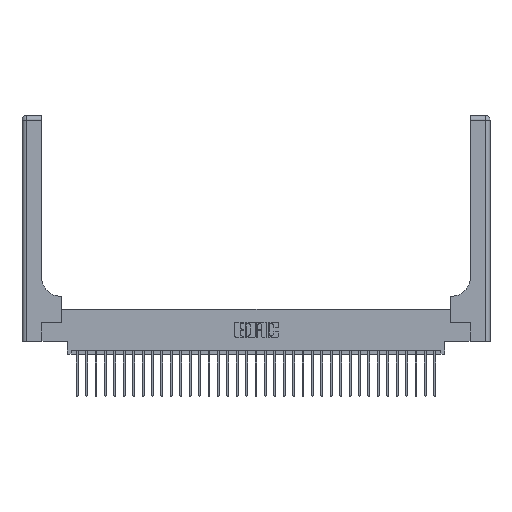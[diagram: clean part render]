
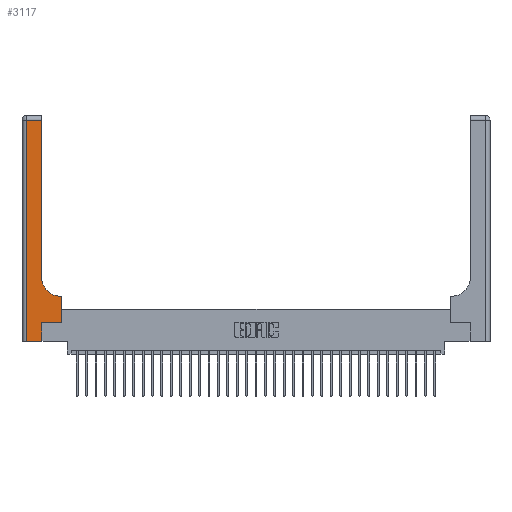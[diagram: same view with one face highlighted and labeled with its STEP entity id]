
A CAD part, top view. The second image highlights one B-rep face of the part: STEP entity #3117.
In plain terms, the highlighted planar face has unit normal (0, 0, 1).
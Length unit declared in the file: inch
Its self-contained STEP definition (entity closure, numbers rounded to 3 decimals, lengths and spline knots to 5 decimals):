
#842 = ORIENTED_EDGE ( 'NONE', *, *, #29041, .T. ) ;
#1249 = CARTESIAN_POINT ( 'NONE',  ( 0.265, 0.25, 0.37 ) ) ;
#1420 = DIRECTION ( 'NONE',  ( 0., 1., 0. ) ) ;
#1531 = EDGE_CURVE ( 'NONE', #16559, #28987, #19794, .T. ) ;
#1645 = ORIENTED_EDGE ( 'NONE', *, *, #11343, .T. ) ;
#1702 = CARTESIAN_POINT ( 'NONE',  ( 0.265, 0.25, 0.37 ) ) ;
#2175 = LINE ( 'NONE', #7494, #13531 ) ;
#2339 = DIRECTION ( 'NONE',  ( -1., 0., 0. ) ) ;
#2764 = FACE_OUTER_BOUND ( 'NONE', #6419, .T. ) ;
#3077 = VECTOR ( 'NONE', #1420, 39.37008 ) ;
#3117 = ADVANCED_FACE ( 'NONE', ( #2764 ), #13524, .F. ) ;
#3662 = CARTESIAN_POINT ( 'NONE',  ( 0.51, 0.85, 0.37 ) ) ;
#3845 = LINE ( 'NONE', #13465, #3077 ) ;
#4076 = CARTESIAN_POINT ( 'NONE',  ( 0.06, 0., 0.37 ) ) ;
#4274 = CARTESIAN_POINT ( 'NONE',  ( 0.528, 0.25, 0.37 ) ) ;
#4394 = VERTEX_POINT ( 'NONE', #13130 ) ;
#5467 = VECTOR ( 'NONE', #12634, 39.37008 ) ;
#5704 = ORIENTED_EDGE ( 'NONE', *, *, #1531, .T. ) ;
#5955 = VERTEX_POINT ( 'NONE', #10880 ) ;
#6114 = DIRECTION ( 'NONE',  ( 1., 0., 0. ) ) ;
#6167 = LINE ( 'NONE', #1702, #18953 ) ;
#6367 = EDGE_CURVE ( 'NONE', #6962, #5955, #2175, .T. ) ;
#6419 = EDGE_LOOP ( 'NONE', ( #15852, #842, #12492, #23193, #24366, #31057, #5704, #8787, #1645 ) ) ;
#6658 = EDGE_CURVE ( 'NONE', #25012, #7834, #3845, .T. ) ;
#6962 = VERTEX_POINT ( 'NONE', #19761 ) ;
#6998 = VECTOR ( 'NONE', #11818, 39.37008 ) ;
#7244 = CARTESIAN_POINT ( 'NONE',  ( 0., 2.94, 0.37 ) ) ;
#7494 = CARTESIAN_POINT ( 'NONE',  ( 0.26, 3., 0.37 ) ) ;
#7834 = VERTEX_POINT ( 'NONE', #1249 ) ;
#7975 = CARTESIAN_POINT ( 'NONE',  ( 0., 0., 0.37 ) ) ;
#8787 = ORIENTED_EDGE ( 'NONE', *, *, #18609, .T. ) ;
#9515 = VERTEX_POINT ( 'NONE', #20649 ) ;
#10372 = DIRECTION ( 'NONE',  ( 1., 0., 0. ) ) ;
#10513 = VECTOR ( 'NONE', #2339, 39.37008 ) ;
#10880 = CARTESIAN_POINT ( 'NONE',  ( 0.26, 2.94, 0.37 ) ) ;
#11343 = EDGE_CURVE ( 'NONE', #9515, #6962, #23522, .T. ) ;
#11818 = DIRECTION ( 'NONE',  ( 0., 1., 0. ) ) ;
#11893 = VECTOR ( 'NONE', #15425, 39.37008 ) ;
#11951 = EDGE_CURVE ( 'NONE', #7834, #16559, #6167, .T. ) ;
#12492 = ORIENTED_EDGE ( 'NONE', *, *, #19392, .T. ) ;
#12630 = LINE ( 'NONE', #13020, #11893 ) ;
#12634 = DIRECTION ( 'NONE',  ( -1., 0., 0. ) ) ;
#13020 = CARTESIAN_POINT ( 'NONE',  ( 0.06, 3., 0.37 ) ) ;
#13049 = VERTEX_POINT ( 'NONE', #4076 ) ;
#13130 = CARTESIAN_POINT ( 'NONE',  ( 0.06, 2.94, 0.37 ) ) ;
#13465 = CARTESIAN_POINT ( 'NONE',  ( 0.265, 0., 0.37 ) ) ;
#13524 = PLANE ( 'NONE',  #22172 ) ;
#13531 = VECTOR ( 'NONE', #24298, 39.37008 ) ;
#13628 = DIRECTION ( 'NONE',  ( -1., 0., 0. ) ) ;
#13744 = DIRECTION ( 'NONE',  ( 1., 0., 0. ) ) ;
#15425 = DIRECTION ( 'NONE',  ( 0., -1., 0. ) ) ;
#15852 = ORIENTED_EDGE ( 'NONE', *, *, #6367, .T. ) ;
#16032 = CARTESIAN_POINT ( 'NONE',  ( 0.265, 0., 0.37 ) ) ;
#16559 = VERTEX_POINT ( 'NONE', #4274 ) ;
#16578 = VECTOR ( 'NONE', #10372, 39.37008 ) ;
#16871 = LINE ( 'NONE', #7244, #10513 ) ;
#18260 = LINE ( 'NONE', #29437, #5467 ) ;
#18341 = CARTESIAN_POINT ( 'NONE',  ( 0., 3., 0.37 ) ) ;
#18609 = EDGE_CURVE ( 'NONE', #28987, #9515, #18260, .T. ) ;
#18953 = VECTOR ( 'NONE', #13744, 39.37008 ) ;
#18958 = CARTESIAN_POINT ( 'NONE',  ( 0.528, 0.25, 0.37 ) ) ;
#19004 = CARTESIAN_POINT ( 'NONE',  ( 0.528, 0.6, 0.37 ) ) ;
#19392 = EDGE_CURVE ( 'NONE', #4394, #13049, #12630, .T. ) ;
#19761 = CARTESIAN_POINT ( 'NONE',  ( 0.26, 0.85, 0.37 ) ) ;
#19794 = LINE ( 'NONE', #18958, #6998 ) ;
#20531 = DIRECTION ( 'NONE',  ( 0., 0., -1. ) ) ;
#20649 = CARTESIAN_POINT ( 'NONE',  ( 0.51, 0.6, 0.37 ) ) ;
#22172 = AXIS2_PLACEMENT_3D ( 'NONE', #18341, #28021, #13628 ) ;
#23193 = ORIENTED_EDGE ( 'NONE', *, *, #27411, .T. ) ;
#23522 = CIRCLE ( 'NONE', #28739, 0.25 ) ;
#23764 = LINE ( 'NONE', #7975, #16578 ) ;
#24298 = DIRECTION ( 'NONE',  ( 0., 1., 0. ) ) ;
#24366 = ORIENTED_EDGE ( 'NONE', *, *, #6658, .T. ) ;
#25012 = VERTEX_POINT ( 'NONE', #16032 ) ;
#27411 = EDGE_CURVE ( 'NONE', #13049, #25012, #23764, .T. ) ;
#28021 = DIRECTION ( 'NONE',  ( 0., 0., -1. ) ) ;
#28739 = AXIS2_PLACEMENT_3D ( 'NONE', #3662, #20531, #6114 ) ;
#28987 = VERTEX_POINT ( 'NONE', #19004 ) ;
#29041 = EDGE_CURVE ( 'NONE', #5955, #4394, #16871, .T. ) ;
#29437 = CARTESIAN_POINT ( 'NONE',  ( 0.26, 0.6, 0.37 ) ) ;
#31057 = ORIENTED_EDGE ( 'NONE', *, *, #11951, .T. ) ;
